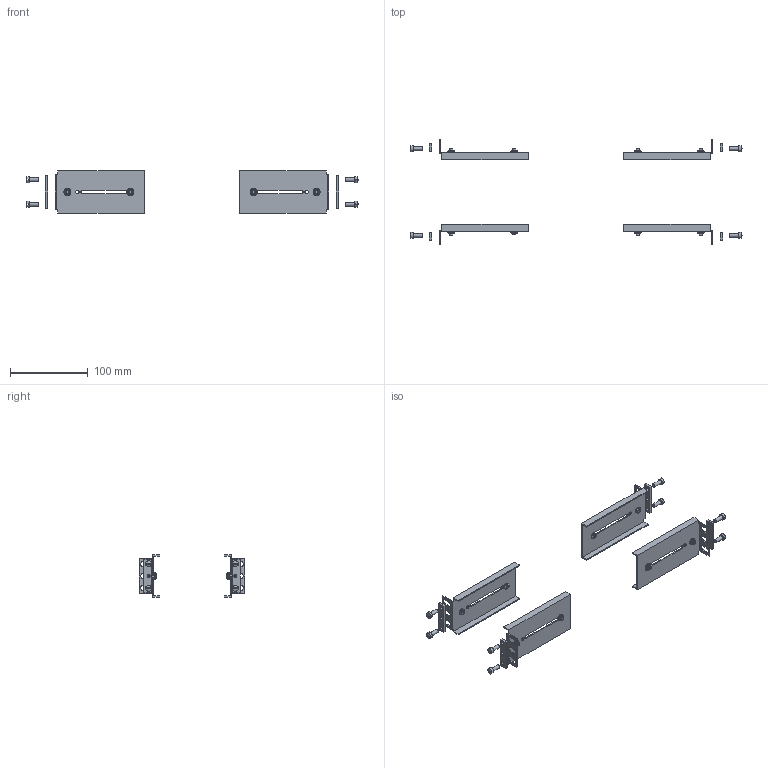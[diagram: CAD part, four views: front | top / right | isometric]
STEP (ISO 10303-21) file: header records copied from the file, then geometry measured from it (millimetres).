
FILE_DESCRIPTION((''),'2;1');
FILE_NAME('DZ63480-4 Internet Version (a).stp','2007-06-13T13:59:54',('mbignel'),(''),'Autodesk Inventor 11','Autodesk Inventor 11','');
FILE_SCHEMA(('AUTOMOTIVE_DESIGN { 1 0 10303 214 1 1 1 1 }'));
Length unit declared in the file: millimetre
Products named in the file (7): DZ63480-4 Internet Version (a); 4180-0601-XE Mounting Bracket Internet Version (a); 23047300 3-Bar Nut Internet Version (a); BS 4183  Slotted Pan Head Machine Screw  - Metric M4 x 8; ISO 4035 M4; 4; 22406110 Fillister Screw
Assembly tree (40 placements, depth 2):
  DZ63480-4 Internet Version (a)
    4180-0601-XE Mounting Bracket Internet Version (a)  x4
    23047300 3-Bar Nut Internet Version (a)  x4
    BS 4183  Slotted Pan Head Machine Screw  - Metric M4 x 8  x8
    ISO 4035 M4  x8
    4  x8
    22406110 Fillister Screw  x8
Bounding box: 426.75 x 135.15 x 54 mm (x, y, z)
Volume: 56255.4 mm3; surface area: 79754.6 mm2
Topology: 40 solids, 40 shells, 484 faces, 1120 edges, 732 vertices
Faces by surface type: plane 280, cylinder 88, cone 56, bspline 36, sphere 16, torus 8
Full cylindrical faces by diameter (mm): 3.571 x8, 4 x8, 4.3 x8, 4.5 x8, 4.7 x8, 7.75 x8, 9 x8
Entity records: 2877 total; most frequent: CARTESIAN_POINT 617, DIRECTION 456, ORIENTED_EDGE 348, AXIS2_PLACEMENT_3D 177, EDGE_CURVE 174, VERTEX_POINT 126, EDGE_LOOP 126, VECTOR 102
